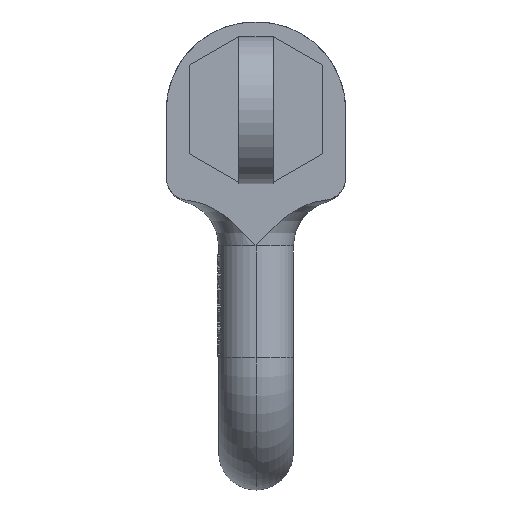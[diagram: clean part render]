
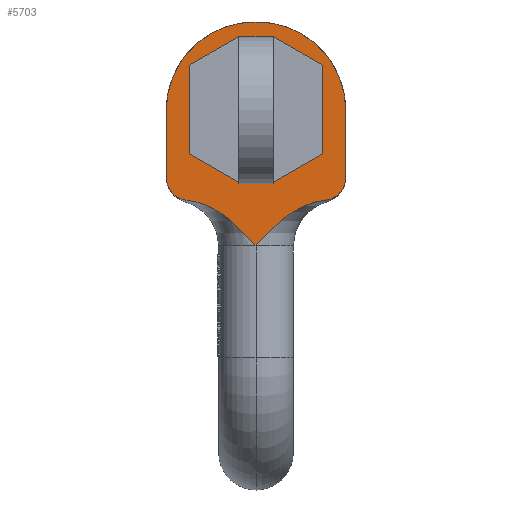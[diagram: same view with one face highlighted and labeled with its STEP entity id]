
A CAD part, left-side view. The second image highlights one B-rep face of the part: STEP entity #5703.
In plain terms, the highlighted planar face has unit normal (-1, 0, 0).
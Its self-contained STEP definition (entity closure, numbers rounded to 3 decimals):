
#802=CARTESIAN_POINT('',(-37.6,25.,66.306));
#812=DIRECTION('',(0.,0.,1.));
#813=VECTOR('',#812,18.694);
#814=CARTESIAN_POINT('',(-37.6,25.,66.306));
#815=LINE('',#814,#813);
#826=CARTESIAN_POINT('',(-37.6,-25.,66.306));
#827=CARTESIAN_POINT('',(-37.6,-25.,65.849));
#828=CARTESIAN_POINT('',(-37.6,-24.905,64.957));
#829=CARTESIAN_POINT('',(-37.6,-24.481,63.66));
#830=CARTESIAN_POINT('',(-37.6,-23.797,62.487));
#831=CARTESIAN_POINT('',(-37.6,-22.883,61.481));
#832=CARTESIAN_POINT('',(-37.6,-21.779,60.69));
#833=CARTESIAN_POINT('',(-37.6,-20.531,60.148));
#834=CARTESIAN_POINT('',(-37.6,-19.653,59.97));
#835=CARTESIAN_POINT('',(-37.6,-19.199,59.927));
#837=CARTESIAN_POINT('',(-37.6,19.199,59.927));
#838=CARTESIAN_POINT('',(-37.6,19.653,59.97));
#839=CARTESIAN_POINT('',(-37.6,20.531,60.148));
#840=CARTESIAN_POINT('',(-37.6,21.779,60.69));
#841=CARTESIAN_POINT('',(-37.6,22.883,61.481));
#842=CARTESIAN_POINT('',(-37.6,23.797,62.487));
#843=CARTESIAN_POINT('',(-37.6,24.481,63.66));
#844=CARTESIAN_POINT('',(-37.6,24.905,64.957));
#845=CARTESIAN_POINT('',(-37.6,25.,65.849));
#846=CARTESIAN_POINT('',(-37.6,25.,66.306));
#848=DIRECTION('',(0.,-0.866,0.5));
#849=VECTOR('',#848,16.743);
#850=CARTESIAN_POINT('',(-37.6,-4.,64.5));
#851=LINE('',#850,#849);
#852=DIRECTION('',(0.,0.,1.));
#853=VECTOR('',#852,24.719);
#854=CARTESIAN_POINT('',(-37.6,-18.5,72.872));
#855=LINE('',#854,#853);
#856=DIRECTION('',(0.,0.866,0.5));
#857=VECTOR('',#856,15.819);
#858=CARTESIAN_POINT('',(-37.6,-18.5,97.59));
#859=LINE('',#858,#857);
#860=DIRECTION('',(0.,1.,0.));
#861=VECTOR('',#860,9.6);
#862=CARTESIAN_POINT('',(-37.6,-4.8,105.5));
#863=LINE('',#862,#861);
#864=DIRECTION('',(0.,0.866,-0.5));
#865=VECTOR('',#864,15.819);
#866=CARTESIAN_POINT('',(-37.6,4.8,105.5));
#867=LINE('',#866,#865);
#868=DIRECTION('',(0.,0.,-1.));
#869=VECTOR('',#868,24.719);
#870=CARTESIAN_POINT('',(-37.6,18.5,97.59));
#871=LINE('',#870,#869);
#872=DIRECTION('',(0.,-0.866,-0.5));
#873=VECTOR('',#872,16.743);
#874=CARTESIAN_POINT('',(-37.6,18.5,72.872));
#875=LINE('',#874,#873);
#876=DIRECTION('',(0.,-1.,0.));
#877=VECTOR('',#876,8.);
#878=CARTESIAN_POINT('',(-37.6,4.,64.5));
#879=LINE('',#878,#877);
#889=CARTESIAN_POINT('',(-37.6,0.4,85.));
#890=DIRECTION('',(-1.,0.,0.));
#891=DIRECTION('',(0.,0.,1.));
#892=AXIS2_PLACEMENT_3D('',#889,#890,#891);
#898=DIRECTION('',(0.,-1.,0.));
#899=VECTOR('',#898,0.8);
#900=CARTESIAN_POINT('',(-37.6,0.4,109.6));
#901=LINE('',#900,#899);
#906=CARTESIAN_POINT('',(-37.6,-0.4,85.));
#907=DIRECTION('',(-1.,0.,0.));
#908=DIRECTION('',(0.,-1.,0.));
#909=AXIS2_PLACEMENT_3D('',#906,#907,#908);
#911=CARTESIAN_POINT('',(-37.6,-25.,66.306));
#918=DIRECTION('',(0.,0.,-1.));
#919=VECTOR('',#918,18.694);
#920=CARTESIAN_POINT('',(-37.6,-25.,85.));
#921=LINE('',#920,#919);
#926=CARTESIAN_POINT('',(-37.6,-19.199,59.927));
#933=CARTESIAN_POINT('',(-37.6,-19.199,59.927));
#934=CARTESIAN_POINT('',(-37.6,-18.26,59.838));
#935=CARTESIAN_POINT('',(-37.6,-16.331,59.497));
#936=CARTESIAN_POINT('',(-37.6,-13.296,58.43));
#937=CARTESIAN_POINT('',(-37.6,-10.092,56.694));
#938=CARTESIAN_POINT('',(-37.6,-6.799,54.224));
#939=CARTESIAN_POINT('',(-37.6,-3.46,51.029));
#940=CARTESIAN_POINT('',(-37.6,-1.189,48.519));
#941=CARTESIAN_POINT('',(-37.6,0.,47.2));
#1576=CARTESIAN_POINT('',(-37.6,19.199,59.927));
#1582=CARTESIAN_POINT('',(-37.6,0.,47.2));
#1583=CARTESIAN_POINT('',(-37.6,1.189,48.519));
#1584=CARTESIAN_POINT('',(-37.6,3.46,51.03));
#1585=CARTESIAN_POINT('',(-37.6,6.799,54.224));
#1586=CARTESIAN_POINT('',(-37.6,10.093,56.694));
#1587=CARTESIAN_POINT('',(-37.6,13.296,58.43));
#1588=CARTESIAN_POINT('',(-37.6,16.332,59.497));
#1589=CARTESIAN_POINT('',(-37.6,18.261,59.838));
#1590=CARTESIAN_POINT('',(-37.6,19.199,59.927));
#3835=VERTEX_POINT('',#802);
#3840=CARTESIAN_POINT('',(-37.6,0.4,109.6));
#3841=CARTESIAN_POINT('',(-37.6,25.,85.));
#3842=VERTEX_POINT('',#3840);
#3843=VERTEX_POINT('',#3841);
#3871=CARTESIAN_POINT('',(-37.6,-25.,85.));
#3872=CARTESIAN_POINT('',(-37.6,-0.4,109.6));
#3873=VERTEX_POINT('',#3871);
#3874=VERTEX_POINT('',#3872);
#3883=VERTEX_POINT('',#911);
#3908=VERTEX_POINT('',#926);
#3909=VERTEX_POINT('',#1576);
#3915=CARTESIAN_POINT('',(-37.6,-18.5,72.872));
#3916=VERTEX_POINT('',#3915);
#3918=CARTESIAN_POINT('',(-37.6,-4.,64.5));
#3920=VERTEX_POINT('',#3918);
#3939=CARTESIAN_POINT('',(-37.6,4.,64.5));
#3940=VERTEX_POINT('',#3939);
#3941=CARTESIAN_POINT('',(-37.6,18.5,72.872));
#3942=VERTEX_POINT('',#3941);
#3943=CARTESIAN_POINT('',(-37.6,18.5,97.59));
#3944=VERTEX_POINT('',#3943);
#3945=CARTESIAN_POINT('',(-37.6,4.8,105.5));
#3946=VERTEX_POINT('',#3945);
#3947=CARTESIAN_POINT('',(-37.6,-4.8,105.5));
#3948=VERTEX_POINT('',#3947);
#3949=CARTESIAN_POINT('',(-37.6,-18.5,97.59));
#3950=VERTEX_POINT('',#3949);
#4894=VERTEX_POINT('',#941);
#5662=CARTESIAN_POINT('',(-37.6,0.,78.4));
#5663=DIRECTION('',(1.,0.,0.));
#5664=DIRECTION('',(0.,-1.,0.));
#5665=AXIS2_PLACEMENT_3D('',#5662,#5663,#5664);
#5666=PLANE('',#5665);
#5667=ORIENTED_EDGE('',*,*,#5597,.T.);
#5669=ORIENTED_EDGE('',*,*,#5668,.F.);
#5671=ORIENTED_EDGE('',*,*,#5670,.T.);
#5673=ORIENTED_EDGE('',*,*,#5672,.F.);
#5675=ORIENTED_EDGE('',*,*,#5674,.T.);
#5677=ORIENTED_EDGE('',*,*,#5676,.T.);
#5679=ORIENTED_EDGE('',*,*,#5678,.T.);
#5681=ORIENTED_EDGE('',*,*,#5680,.T.);
#5682=ORIENTED_EDGE('',*,*,#5654,.T.);
#5683=EDGE_LOOP('',(#5667,#5669,#5671,#5673,#5675,#5677,#5679,#5681,#5682));
#5684=FACE_OUTER_BOUND('',#5683,.F.);
#5686=ORIENTED_EDGE('',*,*,#5685,.T.);
#5688=ORIENTED_EDGE('',*,*,#5687,.T.);
#5690=ORIENTED_EDGE('',*,*,#5689,.T.);
#5692=ORIENTED_EDGE('',*,*,#5691,.T.);
#5694=ORIENTED_EDGE('',*,*,#5693,.T.);
#5696=ORIENTED_EDGE('',*,*,#5695,.T.);
#5698=ORIENTED_EDGE('',*,*,#5697,.T.);
#5700=ORIENTED_EDGE('',*,*,#5699,.T.);
#5701=EDGE_LOOP('',(#5686,#5688,#5690,#5692,#5694,#5696,#5698,#5700));
#5702=FACE_BOUND('',#5701,.F.);
#5703=ADVANCED_FACE('',(#5684,#5702),#5666,.F.);
#836=B_SPLINE_CURVE_WITH_KNOTS('',3,(#826,#827,#828,#829,#830,#831,#832,#833,
#834,#835),.UNSPECIFIED.,.F.,.F.,(4,1,1,1,1,1,1,4),(0.,0.143,
0.286,0.429,0.571,0.714,
0.857,1.),.UNSPECIFIED.);
#847=B_SPLINE_CURVE_WITH_KNOTS('',3,(#837,#838,#839,#840,#841,#842,#843,#844,
#845,#846),.UNSPECIFIED.,.F.,.F.,(4,1,1,1,1,1,1,4),(0.,0.143,
0.286,0.429,0.571,0.714,
0.857,1.),.UNSPECIFIED.);
#893=CIRCLE('',#892,24.6);
#910=CIRCLE('',#909,24.6);
#942=B_SPLINE_CURVE_WITH_KNOTS('',3,(#933,#934,#935,#936,#937,#938,#939,#940,
#941),.UNSPECIFIED.,.F.,.F.,(4,1,1,1,1,1,4),(0.,0.167,
0.333,0.5,0.667,0.833,1.),
.UNSPECIFIED.);
#1591=B_SPLINE_CURVE_WITH_KNOTS('',3,(#1582,#1583,#1584,#1585,#1586,#1587,#1588,
#1589,#1590),.UNSPECIFIED.,.F.,.F.,(4,1,1,1,1,1,4),(0.,0.167,
0.333,0.5,0.667,0.833,1.),
.UNSPECIFIED.);
#5597=EDGE_CURVE('',#3835,#3843,#815,.T.);
#5654=EDGE_CURVE('',#3909,#3835,#847,.T.);
#5668=EDGE_CURVE('',#3842,#3843,#893,.T.);
#5670=EDGE_CURVE('',#3842,#3874,#901,.T.);
#5672=EDGE_CURVE('',#3873,#3874,#910,.T.);
#5674=EDGE_CURVE('',#3873,#3883,#921,.T.);
#5676=EDGE_CURVE('',#3883,#3908,#836,.T.);
#5678=EDGE_CURVE('',#3908,#4894,#942,.T.);
#5680=EDGE_CURVE('',#4894,#3909,#1591,.T.);
#5685=EDGE_CURVE('',#3920,#3916,#851,.T.);
#5687=EDGE_CURVE('',#3916,#3950,#855,.T.);
#5689=EDGE_CURVE('',#3950,#3948,#859,.T.);
#5691=EDGE_CURVE('',#3948,#3946,#863,.T.);
#5693=EDGE_CURVE('',#3946,#3944,#867,.T.);
#5695=EDGE_CURVE('',#3944,#3942,#871,.T.);
#5697=EDGE_CURVE('',#3942,#3940,#875,.T.);
#5699=EDGE_CURVE('',#3940,#3920,#879,.T.);
